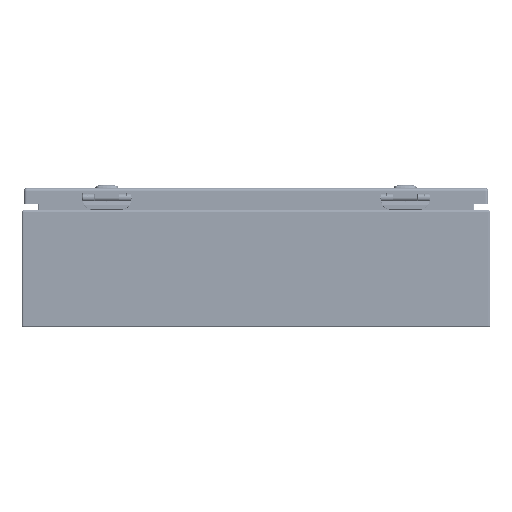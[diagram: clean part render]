
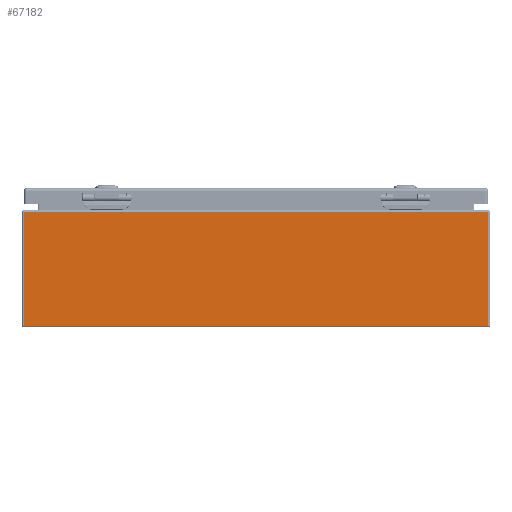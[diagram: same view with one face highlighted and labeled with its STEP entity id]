
A CAD part, left-side view. The second image highlights one B-rep face of the part: STEP entity #67182.
In plain terms, the highlighted planar face has unit normal (-1, 0, 0).
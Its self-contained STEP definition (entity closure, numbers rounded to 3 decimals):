
#6820=LINE('',#94442,#10947);
#6821=LINE('',#94449,#10948);
#6822=LINE('',#94451,#10949);
#6823=LINE('',#94452,#10950);
#10947=VECTOR('',#78249,0.394);
#10948=VECTOR('',#78258,0.394);
#10949=VECTOR('',#78259,0.394);
#10950=VECTOR('',#78260,0.394);
#16155=FACE_OUTER_BOUND('',#20315,.T.);
#20315=EDGE_LOOP('',(#44663,#44664,#44665,#44666));
#27280=VERTEX_POINT('',#94431);
#27283=VERTEX_POINT('',#94438);
#27286=VERTEX_POINT('',#94448);
#27287=VERTEX_POINT('',#94450);
#33968=EDGE_CURVE('',#27280,#27283,#6820,.T.);
#33971=EDGE_CURVE('',#27286,#27280,#6821,.T.);
#33972=EDGE_CURVE('',#27287,#27286,#6822,.T.);
#33973=EDGE_CURVE('',#27287,#27283,#6823,.T.);
#44663=ORIENTED_EDGE('',*,*,#33968,.F.);
#44664=ORIENTED_EDGE('',*,*,#33971,.F.);
#44665=ORIENTED_EDGE('',*,*,#33972,.F.);
#44666=ORIENTED_EDGE('',*,*,#33973,.T.);
#65715=PLANE('',#72199);
#67182=ADVANCED_FACE('',(#16155),#65715,.F.);
#72199=AXIS2_PLACEMENT_3D('',#94447,#78256,#78257);
#78249=DIRECTION('',(0.,0.,-1.));
#78256=DIRECTION('center_axis',(1.,0.,0.));
#78257=DIRECTION('ref_axis',(0.,0.,-1.));
#78258=DIRECTION('',(0.,-1.,0.));
#78259=DIRECTION('',(0.,0.,1.));
#78260=DIRECTION('',(0.,-1.,0.));
#94431=CARTESIAN_POINT('',(-12.,-11.916,5.916));
#94438=CARTESIAN_POINT('',(-12.,-11.916,0.084));
#94442=CARTESIAN_POINT('',(-12.,-11.916,5.916));
#94447=CARTESIAN_POINT('Origin',(-12.,-11.078,5.916));
#94448=CARTESIAN_POINT('',(-12.,11.916,5.916));
#94449=CARTESIAN_POINT('',(-12.,11.078,5.916));
#94450=CARTESIAN_POINT('',(-12.,11.916,0.084));
#94451=CARTESIAN_POINT('',(-12.,11.916,5.916));
#94452=CARTESIAN_POINT('',(-12.,0.,0.084));
